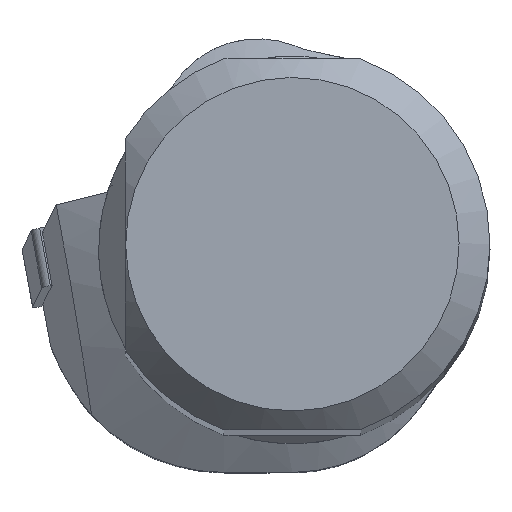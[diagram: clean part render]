
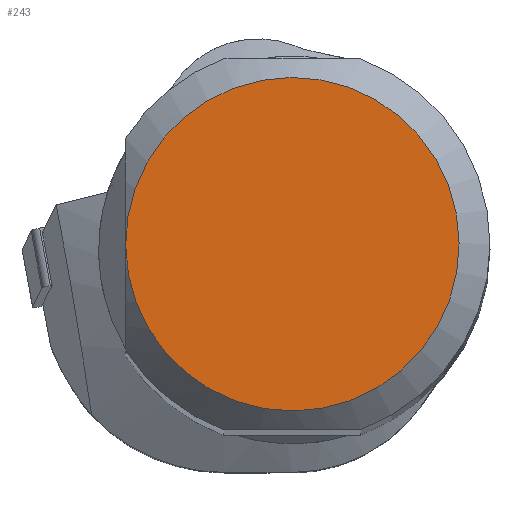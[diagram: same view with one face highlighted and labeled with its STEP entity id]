
A CAD part, top view. The second image highlights one B-rep face of the part: STEP entity #243.
In plain terms, the highlighted planar face has unit normal (0, 0, 1).
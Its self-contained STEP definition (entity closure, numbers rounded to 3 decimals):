
#179=FACE_OUTER_BOUND('',#514,.T.);
#243=ADVANCED_FACE('CU_SU_BP3',(#179),#293,.F.);
#293=PLANE('',#1383);
#514=EDGE_LOOP('',(#732));
#732=ORIENTED_EDGE('',*,*,#1105,.T.);
#974=VERTEX_POINT('',#2123);
#1105=EDGE_CURVE('',#974,#974,#1201,.T.);
#1201=CIRCLE('',#1370,13.489);
#1370=AXIS2_PLACEMENT_3D('',#2122,#1628,#1629);
#1383=AXIS2_PLACEMENT_3D('',#2236,#1660,#1661);
#1628=DIRECTION('',(0.,0.,1.));
#1629=DIRECTION('',(-0.983,-0.181,0.));
#1660=DIRECTION('',(0.,0.,-1.));
#1661=DIRECTION('',(-0.983,-0.181,0.));
#2122=CARTESIAN_POINT('',(0.,0.,
0.));
#2123=CARTESIAN_POINT('',(-13.265,-2.447,0.));
#2236=CARTESIAN_POINT('',(-15.989,0.,0.));
